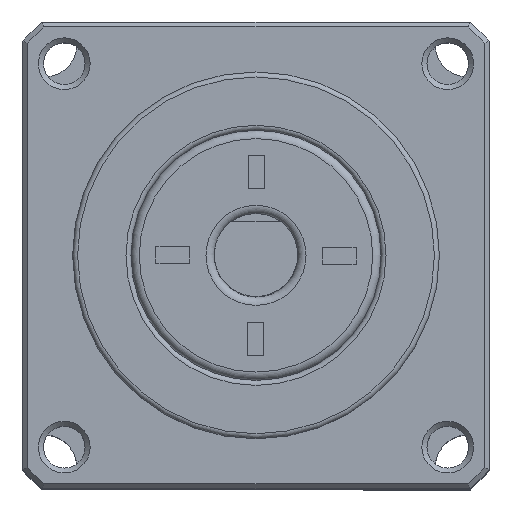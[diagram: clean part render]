
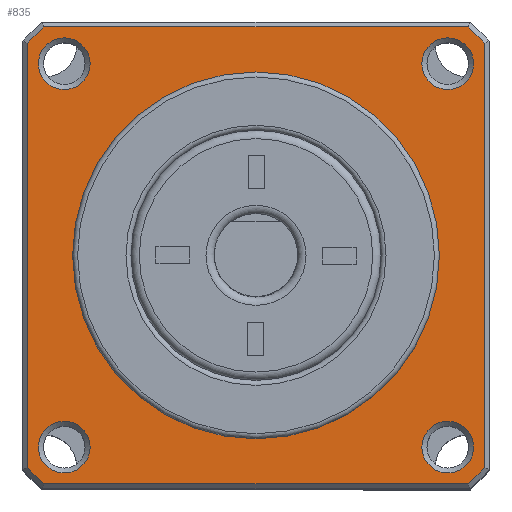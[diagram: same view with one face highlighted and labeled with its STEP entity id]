
A CAD part, top view. The second image highlights one B-rep face of the part: STEP entity #835.
In plain terms, the highlighted planar face has unit normal (0, 0, 1).
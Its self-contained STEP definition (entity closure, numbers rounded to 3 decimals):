
#835 = ADVANCED_FACE( 'NONE', ( #1743, #1744, #1745, #1746, #1747, #1748 ), #1749, .T. );
#1743 = FACE_OUTER_BOUND( '', #2755, .T. );
#1744 = FACE_BOUND( '', #2756, .T. );
#1745 = FACE_BOUND( '', #2757, .T. );
#1746 = FACE_BOUND( '', #2758, .T. );
#1747 = FACE_BOUND( '', #2759, .T. );
#1748 = FACE_BOUND( '', #2760, .T. );
#1749 = PLANE( '', #2761 );
#2755 = EDGE_LOOP( '', ( #4432, #4433, #4434, #4435, #4436, #4437, #4438, #4439 ) );
#2756 = EDGE_LOOP( '', ( #4440 ) );
#2757 = EDGE_LOOP( '', ( #4441 ) );
#2758 = EDGE_LOOP( '', ( #4442 ) );
#2759 = EDGE_LOOP( '', ( #4443 ) );
#2760 = EDGE_LOOP( '', ( #4444 ) );
#2761 = AXIS2_PLACEMENT_3D( '', #4445, #4446, #4447 );
#4432 = ORIENTED_EDGE( '', *, *, #5387, .T. );
#4433 = ORIENTED_EDGE( '', *, *, #5675, .T. );
#4434 = ORIENTED_EDGE( '', *, *, #5728, .T. );
#4435 = ORIENTED_EDGE( '', *, *, #5636, .T. );
#4436 = ORIENTED_EDGE( '', *, *, #5617, .T. );
#4437 = ORIENTED_EDGE( '', *, *, #5607, .T. );
#4438 = ORIENTED_EDGE( '', *, *, #5729, .T. );
#4439 = ORIENTED_EDGE( '', *, *, #5665, .T. );
#4440 = ORIENTED_EDGE( '', *, *, #5443, .T. );
#4441 = ORIENTED_EDGE( '', *, *, #5471, .T. );
#4442 = ORIENTED_EDGE( '', *, *, #5730, .T. );
#4443 = ORIENTED_EDGE( '', *, *, #5155, .T. );
#4444 = ORIENTED_EDGE( '', *, *, #5159, .F. );
#4445 = CARTESIAN_POINT( '', ( 0., 0., -2. ) );
#4446 = DIRECTION( '', ( 0., 0., 1. ) );
#4447 = DIRECTION( '', ( 1., 0., 0. ) );
#5155 = EDGE_CURVE( 'NONE', #5930, #5930, #5931, .T. );
#5159 = EDGE_CURVE( 'NONE', #5937, #5937, #5938, .T. );
#5387 = EDGE_CURVE( 'NONE', #6318, #6323, #6325, .T. );
#5443 = EDGE_CURVE( 'NONE', #6417, #6417, #6418, .T. );
#5471 = EDGE_CURVE( 'NONE', #6460, #6460, #6461, .T. );
#5607 = EDGE_CURVE( 'NONE', #6661, #6665, #6667, .T. );
#5617 = EDGE_CURVE( 'NONE', #6680, #6661, #6681, .T. );
#5636 = EDGE_CURVE( 'NONE', #6707, #6680, #6708, .T. );
#5665 = EDGE_CURVE( 'NONE', #6743, #6318, #6745, .T. );
#5675 = EDGE_CURVE( 'NONE', #6323, #6757, #6759, .T. );
#5728 = EDGE_CURVE( 'NONE', #6757, #6707, #6828, .T. );
#5729 = EDGE_CURVE( 'NONE', #6665, #6743, #6829, .T. );
#5730 = EDGE_CURVE( 'NONE', #6830, #6830, #6831, .T. );
#5930 = VERTEX_POINT( '', #7062 );
#5931 = CIRCLE( '', #7063, 1.55 );
#5937 = VERTEX_POINT( '', #7069 );
#5938 = CIRCLE( '', #7070, 11. );
#6318 = VERTEX_POINT( 'NONE', #7688 );
#6323 = VERTEX_POINT( 'NONE', #7694 );
#6325 = LINE( '', #7696, #7697 );
#6417 = VERTEX_POINT( '', #7808 );
#6418 = CIRCLE( '', #7809, 1.55 );
#6460 = VERTEX_POINT( '', #7860 );
#6461 = CIRCLE( '', #7861, 1.55 );
#6661 = VERTEX_POINT( 'NONE', #8106 );
#6665 = VERTEX_POINT( 'NONE', #8110 );
#6667 = CIRCLE( '', #8112, 18.7 );
#6680 = VERTEX_POINT( 'NONE', #8125 );
#6681 = LINE( '', #8126, #8127 );
#6707 = VERTEX_POINT( 'NONE', #8158 );
#6708 = CIRCLE( '', #8159, 18.7 );
#6743 = VERTEX_POINT( 'NONE', #8200 );
#6745 = CIRCLE( '', #8202, 18.7 );
#6757 = VERTEX_POINT( 'NONE', #8214 );
#6759 = CIRCLE( '', #8216, 18.7 );
#6828 = LINE( '', #8298, #8299 );
#6829 = LINE( '', #8300, #8301 );
#6830 = VERTEX_POINT( '', #8302 );
#6831 = CIRCLE( '', #8303, 1.55 );
#7062 = CARTESIAN_POINT( '', ( -9.95, -11.5, -2. ) );
#7063 = AXIS2_PLACEMENT_3D( '', #8550, #8551, #8552 );
#7069 = CARTESIAN_POINT( '', ( 11., 0., -2. ) );
#7070 = AXIS2_PLACEMENT_3D( '', #8559, #8560, #8561 );
#7688 = CARTESIAN_POINT( '', ( -13.7, 12.728, -2. ) );
#7694 = CARTESIAN_POINT( '', ( -13.7, -12.728, -2. ) );
#7696 = CARTESIAN_POINT( '', ( -13.7, 0., -2. ) );
#7697 = VECTOR( '', #8884, 1000. );
#7808 = CARTESIAN_POINT( '', ( 13.05, -11.5, -2. ) );
#7809 = AXIS2_PLACEMENT_3D( '', #8964, #8965, #8966 );
#7860 = CARTESIAN_POINT( '', ( 13.05, 11.5, -2. ) );
#7861 = AXIS2_PLACEMENT_3D( '', #9000, #9001, #9002 );
#8106 = CARTESIAN_POINT( '', ( 13.7, 12.728, -2. ) );
#8110 = CARTESIAN_POINT( '', ( 12.728, 13.7, -2. ) );
#8112 = AXIS2_PLACEMENT_3D( '', #9192, #9193, #9194 );
#8125 = CARTESIAN_POINT( '', ( 13.7, -12.728, -2. ) );
#8126 = CARTESIAN_POINT( '', ( 13.7, 0., -2. ) );
#8127 = VECTOR( '', #9207, 1000. );
#8158 = CARTESIAN_POINT( '', ( 12.728, -13.7, -2. ) );
#8159 = AXIS2_PLACEMENT_3D( '', #9231, #9232, #9233 );
#8200 = CARTESIAN_POINT( '', ( -12.728, 13.7, -2. ) );
#8202 = AXIS2_PLACEMENT_3D( '', #9264, #9265, #9266 );
#8214 = CARTESIAN_POINT( '', ( -12.728, -13.7, -2. ) );
#8216 = AXIS2_PLACEMENT_3D( '', #9282, #9283, #9284 );
#8298 = CARTESIAN_POINT( '', ( 0., -13.7, -2. ) );
#8299 = VECTOR( '', #9337, 1000. );
#8300 = CARTESIAN_POINT( '', ( 0., 13.7, -2. ) );
#8301 = VECTOR( '', #9338, 1000. );
#8302 = CARTESIAN_POINT( '', ( -9.95, 11.5, -2. ) );
#8303 = AXIS2_PLACEMENT_3D( '', #9339, #9340, #9341 );
#8550 = CARTESIAN_POINT( '', ( -11.5, -11.5, -2. ) );
#8551 = DIRECTION( '', ( 0., 0., -1. ) );
#8552 = DIRECTION( '', ( 1., 0., 0. ) );
#8559 = CARTESIAN_POINT( '', ( 0., 0., -2. ) );
#8560 = DIRECTION( '', ( 0., 0., 1. ) );
#8561 = DIRECTION( '', ( 1., 0., 0. ) );
#8884 = DIRECTION( '', ( 0., -1., 0. ) );
#8964 = CARTESIAN_POINT( '', ( 11.5, -11.5, -2. ) );
#8965 = DIRECTION( '', ( 0., 0., -1. ) );
#8966 = DIRECTION( '', ( 1., 0., 0. ) );
#9000 = CARTESIAN_POINT( '', ( 11.5, 11.5, -2. ) );
#9001 = DIRECTION( '', ( 0., 0., -1. ) );
#9002 = DIRECTION( '', ( 1., 0., 0. ) );
#9192 = CARTESIAN_POINT( '', ( 0., 0., -2. ) );
#9193 = DIRECTION( '', ( 0., 0., 1. ) );
#9194 = DIRECTION( '', ( 1., 0., 0. ) );
#9207 = DIRECTION( '', ( 0., 1., 0. ) );
#9231 = CARTESIAN_POINT( '', ( 0., 0., -2. ) );
#9232 = DIRECTION( '', ( 0., 0., 1. ) );
#9233 = DIRECTION( '', ( 1., 0., 0. ) );
#9264 = CARTESIAN_POINT( '', ( 0., 0., -2. ) );
#9265 = DIRECTION( '', ( 0., 0., 1. ) );
#9266 = DIRECTION( '', ( 1., 0., 0. ) );
#9282 = CARTESIAN_POINT( '', ( 0., 0., -2. ) );
#9283 = DIRECTION( '', ( 0., 0., 1. ) );
#9284 = DIRECTION( '', ( 1., 0., 0. ) );
#9337 = DIRECTION( '', ( 1., 0., 0. ) );
#9338 = DIRECTION( '', ( -1., 0., 0. ) );
#9339 = CARTESIAN_POINT( '', ( -11.5, 11.5, -2. ) );
#9340 = DIRECTION( '', ( 0., 0., -1. ) );
#9341 = DIRECTION( '', ( 1., 0., 0. ) );
